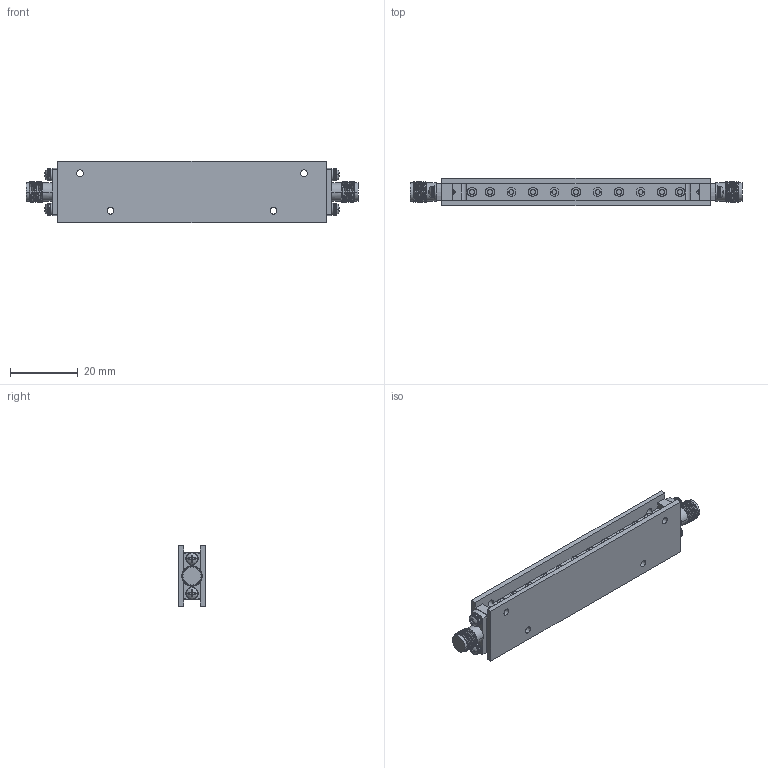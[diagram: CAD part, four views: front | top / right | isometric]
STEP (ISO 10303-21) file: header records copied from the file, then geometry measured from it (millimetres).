
FILE_DESCRIPTION (( 'STEP AP214' ), '1' );
FILE_NAME ('CF-BK-X2.STEP', '2025-10-08T19:18:21', ( '' ), ( '' ), 'SwSTEP 2.0', 'SolidWorks 2021', '' );
FILE_SCHEMA (( 'AUTOMOTIVE_DESIGN' ));
Length unit declared in the file: inch
Products named in the file (1): CF-BK-X2
Bounding box: 97.8 x 8 x 18 mm (x, y, z)
Volume: 8763.1 mm3; surface area: 6966.3 mm2
Topology: 1 solids, 34 shells, 867 faces, 2236 edges, 1460 vertices
Faces by surface type: plane 341, cone 250, cylinder 232, torus 24, bspline 12, sphere 8
Entity records: 41687 total; most frequent: CARTESIAN_POINT 9308, ORIENTED_EDGE 4472, DIRECTION 4448, EDGE_CURVE 2236, AXIS2_PLACEMENT_3D 1736, VERTEX_POINT 1460, EDGE_LOOP 980, VECTOR 976
